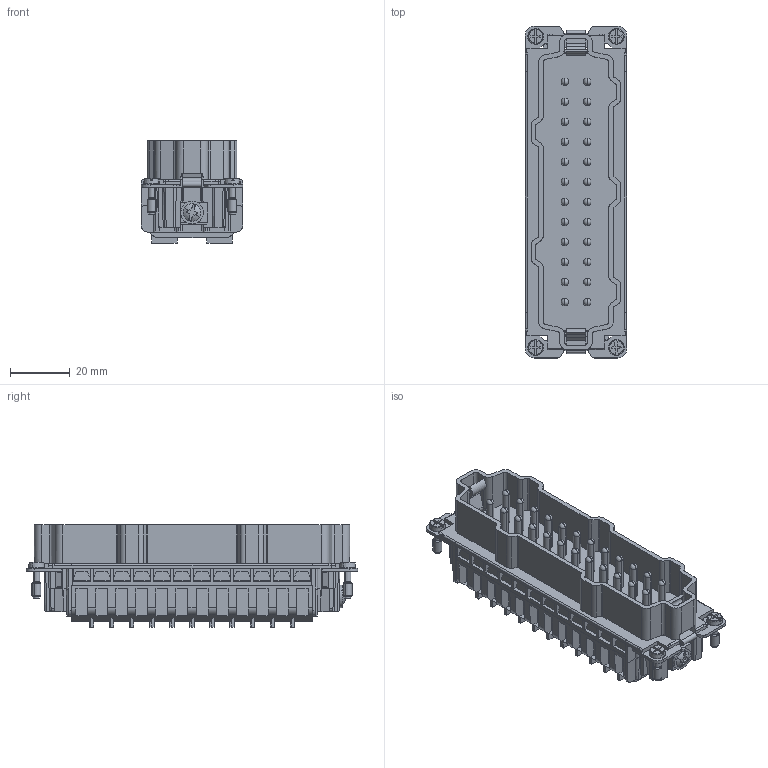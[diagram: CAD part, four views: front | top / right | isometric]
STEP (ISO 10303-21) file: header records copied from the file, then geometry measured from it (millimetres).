
FILE_DESCRIPTION(('CATIA V5 STEP Exchange','CAx-IF Rec.Pracs.--- Model Styling and Organization---1.4--- 2014-01-23'),'2;1');
FILE_NAME ('13502928_4', '2019-11-25T09:55:47+00:00', ('none'), ('Weidmueller'), 'CATIA Version 5-6 Release 2016 SP3 HF44', 'CATIA V5 STEP AP214', 'none');
FILE_SCHEMA(('AUTOMOTIVE_DESIGN { 1 0 10303 214 1 1 1 1 }'));
Products named in the file (1): 1873590000
Bounding box: 34 x 111 x 34.25 mm (x, y, z)
Volume: 57174.5 mm3; surface area: 35734.7 mm2
Topology: 1 solids, 49 shells, 2665 faces, 8217 edges, 5633 vertices
Faces by surface type: plane 2007, cylinder 454, torus 88, extrusion 58, cone 46, bspline 8, sphere 4
Entity records: 86696 total; most frequent: CARTESIAN_POINT 19532, ORIENTED_EDGE 16434, DIRECTION 10113, EDGE_CURVE 8217, VECTOR 6624, LINE 6566, VERTEX_POINT 5633, EDGE_LOOP 2762
